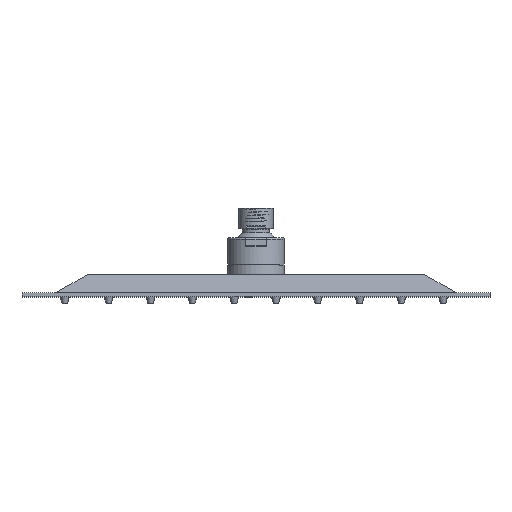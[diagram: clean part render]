
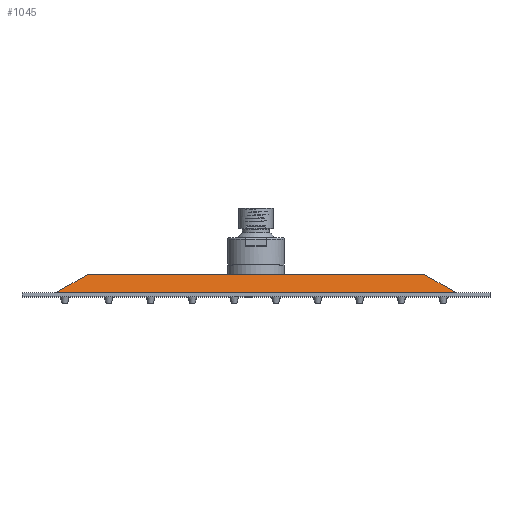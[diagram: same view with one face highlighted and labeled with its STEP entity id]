
A CAD part, top view. The second image highlights one B-rep face of the part: STEP entity #1045.
In plain terms, the highlighted planar face has unit normal (0, 0.868, 0.496).
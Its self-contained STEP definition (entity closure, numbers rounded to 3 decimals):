
#786=PLANE('',#5447);
#1045=ADVANCED_FACE('',(#1602),#786,.T.);
#1602=FACE_OUTER_BOUND('',#2066,.T.);
#2066=EDGE_LOOP('',(#3150,#3151,#3152,#3153));
#2799=LINE('',#9134,#2843);
#2811=LINE('',#9359,#2855);
#2813=LINE('',#9363,#2857);
#2814=LINE('',#9365,#2858);
#2843=VECTOR('',#6308,1.);
#2855=VECTOR('',#6532,1.);
#2857=VECTOR('',#6536,1.);
#2858=VECTOR('',#6537,1.);
#3150=ORIENTED_EDGE('',*,*,#4538,.F.);
#3151=ORIENTED_EDGE('',*,*,#4539,.F.);
#3152=ORIENTED_EDGE('',*,*,#4536,.T.);
#3153=ORIENTED_EDGE('',*,*,#4424,.F.);
#3928=VERTEX_POINT('',#9133);
#3929=VERTEX_POINT('',#9135);
#4036=VERTEX_POINT('',#9360);
#4037=VERTEX_POINT('',#9364);
#4424=EDGE_CURVE('',#3928,#3929,#2799,.T.);
#4536=EDGE_CURVE('',#4036,#3929,#2811,.T.);
#4538=EDGE_CURVE('',#4037,#3928,#2813,.T.);
#4539=EDGE_CURVE('',#4036,#4037,#2814,.T.);
#5447=AXIS2_PLACEMENT_3D('',#9366,#6538,#6539);
#6308=DIRECTION('',(-1.,0.,0.));
#6532=DIRECTION('',(-0.656,-0.375,0.656));
#6536=DIRECTION('',(0.656,-0.375,0.656));
#6537=DIRECTION('',(1.,0.,0.));
#6538=DIRECTION('',(0.,0.868,0.496));
#6539=DIRECTION('',(0.,-0.496,0.868));
#9133=CARTESIAN_POINT('',(153.469,121.,240.469));
#9134=CARTESIAN_POINT('',(25.,121.,240.469));
#9135=CARTESIAN_POINT('',(-103.469,121.,240.469));
#9359=CARTESIAN_POINT('',(-47.987,152.704,184.987));
#9360=CARTESIAN_POINT('',(-82.469,133.,219.469));
#9363=CARTESIAN_POINT('',(97.987,152.704,184.987));
#9364=CARTESIAN_POINT('',(132.469,133.,219.469));
#9365=CARTESIAN_POINT('',(25.,133.,219.469));
#9366=CARTESIAN_POINT('',(25.,121.264,240.008));
